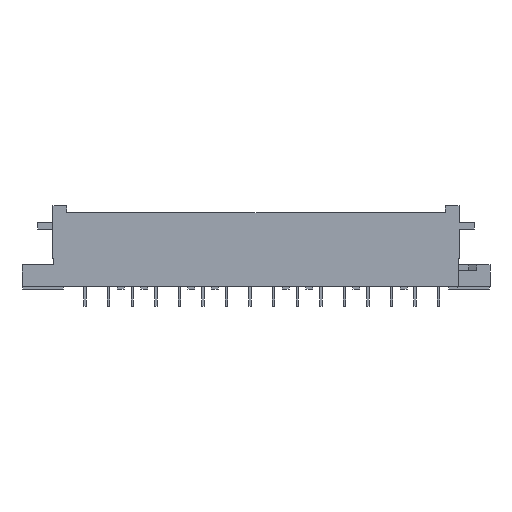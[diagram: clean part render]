
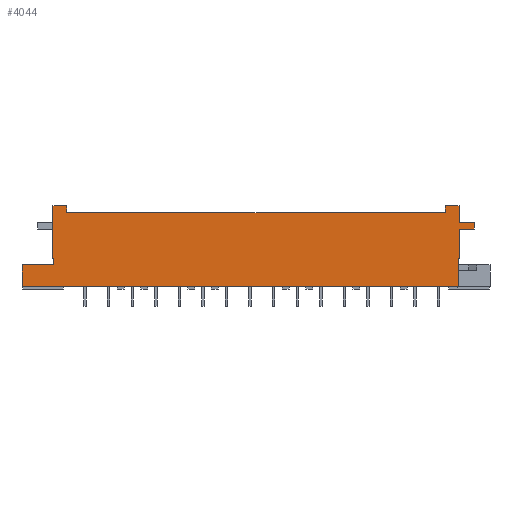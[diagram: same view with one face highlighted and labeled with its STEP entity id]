
A CAD part, front view. The second image highlights one B-rep face of the part: STEP entity #4044.
In plain terms, the highlighted planar face has unit normal (0, -1, 0).
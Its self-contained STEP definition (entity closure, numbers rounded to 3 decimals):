
#4044=ADVANCED_FACE('',(#6073),#5090,.T.);
#5090=PLANE('',#23399);
#6073=FACE_OUTER_BOUND('',#7250,.T.);
#7250=EDGE_LOOP('',(#12222,#12223,#12224,#12225,#12226,#12227,#12228,#12229,
#12230,#12231,#12232,#12233,#12234,#12235,#12236,#12237,#12238,#12239));
#12222=ORIENTED_EDGE('',*,*,#17005,.T.);
#12223=ORIENTED_EDGE('',*,*,#17006,.T.);
#12224=ORIENTED_EDGE('',*,*,#17007,.T.);
#12225=ORIENTED_EDGE('',*,*,#17008,.F.);
#12226=ORIENTED_EDGE('',*,*,#17009,.F.);
#12227=ORIENTED_EDGE('',*,*,#17010,.F.);
#12228=ORIENTED_EDGE('',*,*,#17011,.F.);
#12229=ORIENTED_EDGE('',*,*,#17012,.F.);
#12230=ORIENTED_EDGE('',*,*,#17013,.F.);
#12231=ORIENTED_EDGE('',*,*,#17002,.F.);
#12232=ORIENTED_EDGE('',*,*,#17014,.F.);
#12233=ORIENTED_EDGE('',*,*,#16994,.F.);
#12234=ORIENTED_EDGE('',*,*,#16913,.F.);
#12235=ORIENTED_EDGE('',*,*,#16921,.F.);
#12236=ORIENTED_EDGE('',*,*,#16982,.F.);
#12237=ORIENTED_EDGE('',*,*,#16959,.F.);
#12238=ORIENTED_EDGE('',*,*,#17015,.F.);
#12239=ORIENTED_EDGE('',*,*,#16703,.F.);
#14179=VERTEX_POINT('',#32910);
#14180=VERTEX_POINT('',#32912);
#14325=VERTEX_POINT('',#33353);
#14326=VERTEX_POINT('',#33355);
#14330=VERTEX_POINT('',#33369);
#14362=VERTEX_POINT('',#33456);
#14363=VERTEX_POINT('',#33458);
#14381=VERTEX_POINT('',#33525);
#14387=VERTEX_POINT('',#33540);
#14388=VERTEX_POINT('',#33542);
#14390=VERTEX_POINT('',#33548);
#14391=VERTEX_POINT('',#33550);
#14392=VERTEX_POINT('',#33552);
#14393=VERTEX_POINT('',#33554);
#14394=VERTEX_POINT('',#33556);
#14395=VERTEX_POINT('',#33558);
#14396=VERTEX_POINT('',#33560);
#14397=VERTEX_POINT('',#33562);
#16703=EDGE_CURVE('',#14179,#14180,#19361,.T.);
#16913=EDGE_CURVE('',#14325,#14326,#19562,.T.);
#16921=EDGE_CURVE('',#14330,#14325,#19570,.T.);
#16959=EDGE_CURVE('',#14362,#14363,#19599,.T.);
#16982=EDGE_CURVE('',#14363,#14330,#19622,.T.);
#16994=EDGE_CURVE('',#14326,#14381,#19634,.T.);
#17002=EDGE_CURVE('',#14387,#14388,#19642,.T.);
#17005=EDGE_CURVE('',#14179,#14390,#19645,.T.);
#17006=EDGE_CURVE('',#14390,#14391,#19646,.T.);
#17007=EDGE_CURVE('',#14391,#14392,#19647,.T.);
#17008=EDGE_CURVE('',#14393,#14392,#19648,.T.);
#17009=EDGE_CURVE('',#14394,#14393,#19649,.T.);
#17010=EDGE_CURVE('',#14395,#14394,#19650,.T.);
#17011=EDGE_CURVE('',#14396,#14395,#19651,.T.);
#17012=EDGE_CURVE('',#14397,#14396,#19652,.T.);
#17013=EDGE_CURVE('',#14388,#14397,#19653,.T.);
#17014=EDGE_CURVE('',#14381,#14387,#19654,.T.);
#17015=EDGE_CURVE('',#14180,#14362,#19655,.T.);
#19361=LINE('',#32911,#21995);
#19562=LINE('',#33354,#22196);
#19570=LINE('',#33370,#22204);
#19599=LINE('',#33457,#22233);
#19622=LINE('',#33501,#22256);
#19634=LINE('',#33524,#22268);
#19642=LINE('',#33541,#22276);
#19645=LINE('',#33547,#22279);
#19646=LINE('',#33549,#22280);
#19647=LINE('',#33551,#22281);
#19648=LINE('',#33553,#22282);
#19649=LINE('',#33555,#22283);
#19650=LINE('',#33557,#22284);
#19651=LINE('',#33559,#22285);
#19652=LINE('',#33561,#22286);
#19653=LINE('',#33563,#22287);
#19654=LINE('',#33564,#22288);
#19655=LINE('',#33565,#22289);
#21995=VECTOR('',#27488,1.);
#22196=VECTOR('',#27881,1.);
#22204=VECTOR('',#27895,1.);
#22233=VECTOR('',#27976,1.);
#22256=VECTOR('',#28017,1.);
#22268=VECTOR('',#28039,1.);
#22276=VECTOR('',#28051,1.);
#22279=VECTOR('',#28056,1.);
#22280=VECTOR('',#28057,1.);
#22281=VECTOR('',#28058,1.);
#22282=VECTOR('',#28059,1.);
#22283=VECTOR('',#28060,1.);
#22284=VECTOR('',#28061,1.);
#22285=VECTOR('',#28062,1.);
#22286=VECTOR('',#28063,1.);
#22287=VECTOR('',#28064,1.);
#22288=VECTOR('',#28065,1.);
#22289=VECTOR('',#28066,1.);
#23399=AXIS2_PLACEMENT_3D('',#33566,#28067,#28068);
#27488=DIRECTION('',(0.,0.,-1.));
#27881=DIRECTION('',(1.,0.,0.));
#27895=DIRECTION('',(0.,0.,1.));
#27976=DIRECTION('',(0.,0.,-1.));
#28017=DIRECTION('',(-1.,0.,0.));
#28039=DIRECTION('',(0.,0.,1.));
#28051=DIRECTION('',(0.,0.,1.));
#28056=DIRECTION('',(1.,0.,0.));
#28057=DIRECTION('',(0.,0.,1.));
#28058=DIRECTION('',(-1.,0.,0.));
#28059=DIRECTION('',(0.,0.,-1.));
#28060=DIRECTION('',(1.,0.,0.));
#28061=DIRECTION('',(0.,0.,1.));
#28062=DIRECTION('',(1.,0.,0.));
#28063=DIRECTION('',(0.,0.,-1.));
#28064=DIRECTION('',(1.,0.,0.));
#28065=DIRECTION('',(-1.,0.,0.));
#28066=DIRECTION('',(-1.,0.,0.));
#28067=DIRECTION('',(0.,-1.,0.));
#28068=DIRECTION('',(1.,0.,0.));
#32910=CARTESIAN_POINT('',(-24.694,20.435,-20.457));
#32911=CARTESIAN_POINT('',(-24.694,20.435,-20.457));
#32912=CARTESIAN_POINT('',(-24.694,20.435,-26.757));
#33353=CARTESIAN_POINT('',(-118.869,20.435,-28.157));
#33354=CARTESIAN_POINT('',(-118.869,20.435,-28.157));
#33355=CARTESIAN_POINT('',(-112.094,20.435,-28.157));
#33369=CARTESIAN_POINT('',(-118.869,20.435,-32.807));
#33370=CARTESIAN_POINT('',(-118.869,20.435,-32.807));
#33456=CARTESIAN_POINT('',(-24.794,20.435,-26.757));
#33457=CARTESIAN_POINT('',(-24.794,20.435,-26.757));
#33458=CARTESIAN_POINT('',(-24.794,20.435,-32.807));
#33501=CARTESIAN_POINT('',(-24.794,20.435,-32.807));
#33524=CARTESIAN_POINT('',(-112.094,20.435,-28.157));
#33525=CARTESIAN_POINT('',(-112.094,20.435,-26.757));
#33540=CARTESIAN_POINT('',(-112.194,20.435,-26.757));
#33541=CARTESIAN_POINT('',(-112.194,20.435,-26.757));
#33542=CARTESIAN_POINT('',(-112.194,20.435,-15.407));
#33547=CARTESIAN_POINT('',(-24.694,20.435,-20.457));
#33548=CARTESIAN_POINT('',(-21.394,20.435,-20.457));
#33549=CARTESIAN_POINT('',(-21.394,20.435,-20.457));
#33550=CARTESIAN_POINT('',(-21.394,20.435,-18.957));
#33551=CARTESIAN_POINT('',(-21.394,20.435,-18.957));
#33552=CARTESIAN_POINT('',(-24.694,20.435,-18.957));
#33553=CARTESIAN_POINT('',(-24.694,20.435,-15.407));
#33554=CARTESIAN_POINT('',(-24.694,20.435,-15.407));
#33555=CARTESIAN_POINT('',(-27.694,20.435,-15.407));
#33556=CARTESIAN_POINT('',(-27.694,20.435,-15.407));
#33557=CARTESIAN_POINT('',(-27.694,20.435,-16.907));
#33558=CARTESIAN_POINT('',(-27.694,20.435,-16.907));
#33559=CARTESIAN_POINT('',(-109.194,20.435,-16.907));
#33560=CARTESIAN_POINT('',(-109.194,20.435,-16.907));
#33561=CARTESIAN_POINT('',(-109.194,20.435,-15.407));
#33562=CARTESIAN_POINT('',(-109.194,20.435,-15.407));
#33563=CARTESIAN_POINT('',(-112.194,20.435,-15.407));
#33564=CARTESIAN_POINT('',(-112.094,20.435,-26.757));
#33565=CARTESIAN_POINT('',(-24.694,20.435,-26.757));
#33566=CARTESIAN_POINT('',(-124.012,20.435,-33.777));
